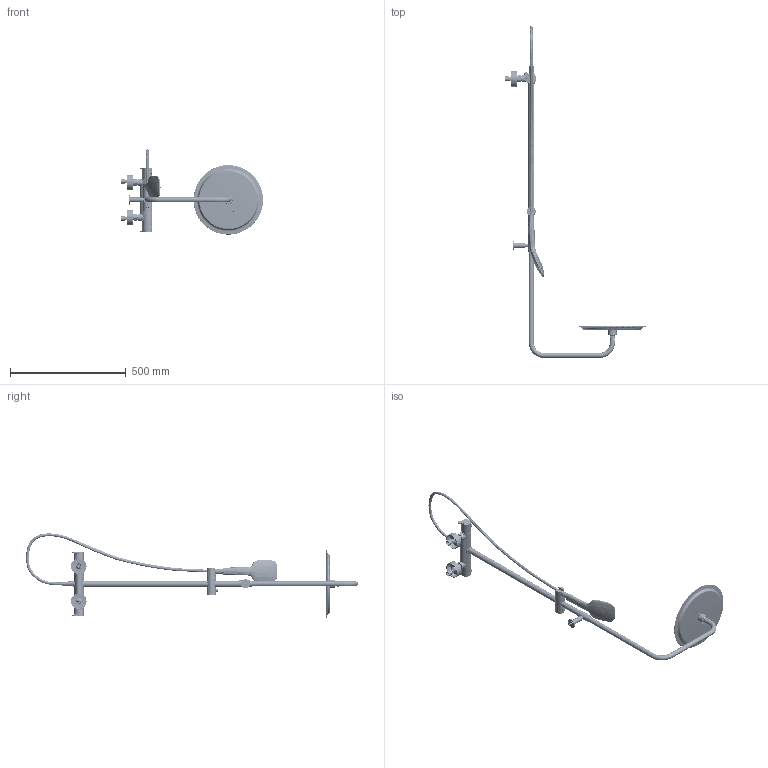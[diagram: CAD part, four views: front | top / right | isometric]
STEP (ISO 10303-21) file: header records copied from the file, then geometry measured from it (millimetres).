
FILE_DESCRIPTION (( 'STEP AP203' ), '1' );
FILE_NAME ('94DP09399.STEP', '2024-02-06T10:59:00', ( '' ), ( '' ), 'SwSTEP 2.0', 'SolidWorks 2021', '' );
FILE_SCHEMA (( 'CONFIG_CONTROL_DESIGN' ));
Products named in the file (1): 94DP09399
Bounding box: 613.62 x 1433.87 x 368 mm (x, y, z)
Volume: 1749480.3 mm3; surface area: 893392.7 mm2
Topology: 41 solids, 41 shells, 8046 faces, 22527 edges, 15150 vertices
Faces by surface type: bspline 3614, cone 1830, plane 1332, cylinder 1166, torus 92, sphere 12
Entity records: 594549 total; most frequent: CARTESIAN_POINT 417975, ORIENTED_EDGE 44796, DIRECTION 26901, EDGE_CURVE 22398, VERTEX_POINT 15146, AXIS2_PLACEMENT_3D 11466, EDGE_LOOP 9330, B_SPLINE_CURVE_WITH_KNOTS 8672
